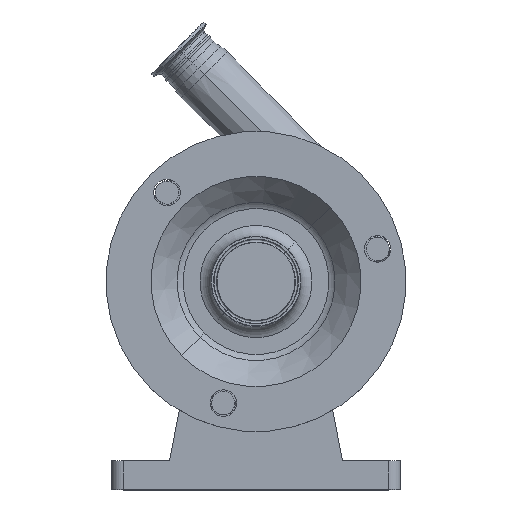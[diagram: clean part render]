
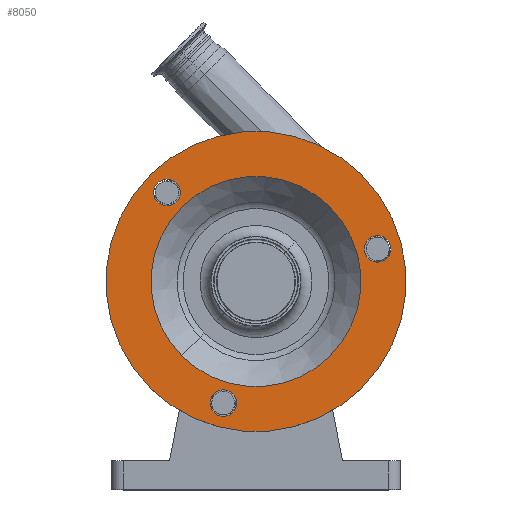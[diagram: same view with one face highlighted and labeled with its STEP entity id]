
A CAD part, top view. The second image highlights one B-rep face of the part: STEP entity #8050.
In plain terms, the highlighted planar face has unit normal (0, 0, 1).
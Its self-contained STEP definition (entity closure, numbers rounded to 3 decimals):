
#7952 = EDGE_LOOP ( 'NONE', ( #8055, #8053 ) ) ;
#7954 = EDGE_CURVE ( 'NONE', #20816, #20784, #21772, .T. ) ;
#7957 = ORIENTED_EDGE ( 'NONE', *, *, #20809, .F. ) ;
#8038 = EDGE_CURVE ( 'NONE', #20649, #20610, #21929, .T. ) ;
#8040 = ORIENTED_EDGE ( 'NONE', *, *, #20655, .F. ) ;
#8044 = ORIENTED_EDGE ( 'NONE', *, *, #8163, .F. ) ;
#8045 = EDGE_CURVE ( 'NONE', #20798, #20628, #21850, .T. ) ;
#8047 = EDGE_LOOP ( 'NONE', ( #8044, #8166 ) ) ;
#8049 = EDGE_LOOP ( 'NONE', ( #8164, #8040 ) ) ;
#8050 = ADVANCED_FACE ( 'NONE', ( #21819, #21852, #21826, #21845, #21928 ), #21825, .F. ) ;
#8051 = ORIENTED_EDGE ( 'NONE', *, *, #7954, .F. ) ;
#8052 = ORIENTED_EDGE ( 'NONE', *, *, #8038, .F. ) ;
#8053 = ORIENTED_EDGE ( 'NONE', *, *, #8076, .T. ) ;
#8054 = EDGE_LOOP ( 'NONE', ( #8052, #8078 ) ) ;
#8055 = ORIENTED_EDGE ( 'NONE', *, *, #20826, .T. ) ;
#8076 = EDGE_CURVE ( 'NONE', #20661, #20626, #21871, .T. ) ;
#8078 = ORIENTED_EDGE ( 'NONE', *, *, #20609, .F. ) ;
#8162 = EDGE_LOOP ( 'NONE', ( #8051, #7957 ) ) ;
#8163 = EDGE_CURVE ( 'NONE', #20636, #20674, #22185, .T. ) ;
#8164 = ORIENTED_EDGE ( 'NONE', *, *, #8045, .F. ) ;
#8166 = ORIENTED_EDGE ( 'NONE', *, *, #20637, .F. ) ;
#15876 = CARTESIAN_POINT ( 'NONE',  ( -17.103, -108.262, 218.5 ) ) ;
#15886 = CARTESIAN_POINT ( 'NONE',  ( 91.924, 91.924, 218.5 ) ) ;
#15990 = CARTESIAN_POINT ( 'NONE',  ( -85.206, 68.943, 218.5 ) ) ;
#16093 = DIRECTION ( 'NONE',  ( 0.707, 0.707, 0. ) ) ;
#16094 = DIRECTION ( 'NONE',  ( 0., 0., 1. ) ) ;
#16095 = CARTESIAN_POINT ( 'NONE',  ( -77.075, 77.075, 218.5 ) ) ;
#16096 = AXIS2_PLACEMENT_3D ( 'NONE', #16095, #16094, #16093 ) ;
#16097 = CIRCLE ( 'NONE', #16096, 11.5 ) ;
#16121 = AXIS2_PLACEMENT_3D ( 'NONE', #16305, #16304, #16303 ) ;
#16122 = CIRCLE ( 'NONE', #16121, 11.5 ) ;
#16123 = DIRECTION ( 'NONE',  ( 0., 0., 1. ) ) ;
#16134 = CARTESIAN_POINT ( 'NONE',  ( -28.211, -105.286, 218.5 ) ) ;
#16149 = CARTESIAN_POINT ( 'NONE',  ( -68.943, 85.206, 218.5 ) ) ;
#16213 = CIRCLE ( 'NONE', #16218, 11.5 ) ;
#16214 = CARTESIAN_POINT ( 'NONE',  ( -91.924, -91.924, 218.5 ) ) ;
#16218 = AXIS2_PLACEMENT_3D ( 'NONE', #16134, #16123, #16301 ) ;
#16247 = CARTESIAN_POINT ( 'NONE',  ( 108.262, 17.103, 218.5 ) ) ;
#16285 = CARTESIAN_POINT ( 'NONE',  ( 102.309, 39.319, 218.5 ) ) ;
#16301 = DIRECTION ( 'NONE',  ( -0.966, 0.259, 0. ) ) ;
#16303 = DIRECTION ( 'NONE',  ( 0.259, -0.966, 0. ) ) ;
#16304 = DIRECTION ( 'NONE',  ( 0., 0., 1. ) ) ;
#16305 = CARTESIAN_POINT ( 'NONE',  ( 105.286, 28.211, 218.5 ) ) ;
#16371 = CARTESIAN_POINT ( 'NONE',  ( -64.347, -64.347, 218.5 ) ) ;
#16395 = CIRCLE ( 'NONE', #16520, 130. ) ;
#16400 = CARTESIAN_POINT ( 'NONE',  ( 64.347, 64.347, 218.5 ) ) ;
#16415 = DIRECTION ( 'NONE',  ( 0.707, 0.707, 0. ) ) ;
#16416 = DIRECTION ( 'NONE',  ( 0., 0., 1. ) ) ;
#16458 = AXIS2_PLACEMENT_3D ( 'NONE', #16507, #16416, #16415 ) ;
#16459 = CIRCLE ( 'NONE', #16458, 91. ) ;
#16473 = CARTESIAN_POINT ( 'NONE',  ( -39.319, -102.309, 218.5 ) ) ;
#16507 = CARTESIAN_POINT ( 'NONE',  ( 0., 0., 218.5 ) ) ;
#16517 = DIRECTION ( 'NONE',  ( 0.707, 0.707, 0. ) ) ;
#16518 = DIRECTION ( 'NONE',  ( 0., 0., 1. ) ) ;
#16519 = CARTESIAN_POINT ( 'NONE',  ( 0., 0., 218.5 ) ) ;
#16520 = AXIS2_PLACEMENT_3D ( 'NONE', #16519, #16518, #16517 ) ;
#20609 = EDGE_CURVE ( 'NONE', #20610, #20649, #16097, .T. ) ;
#20610 = VERTEX_POINT ( 'NONE', #15990 ) ;
#20626 = VERTEX_POINT ( 'NONE', #15886 ) ;
#20628 = VERTEX_POINT ( 'NONE', #15876 ) ;
#20636 = VERTEX_POINT ( 'NONE', #16247 ) ;
#20637 = EDGE_CURVE ( 'NONE', #20674, #20636, #16122, .T. ) ;
#20649 = VERTEX_POINT ( 'NONE', #16149 ) ;
#20655 = EDGE_CURVE ( 'NONE', #20628, #20798, #16213, .T. ) ;
#20661 = VERTEX_POINT ( 'NONE', #16214 ) ;
#20674 = VERTEX_POINT ( 'NONE', #16285 ) ;
#20784 = VERTEX_POINT ( 'NONE', #16371 ) ;
#20798 = VERTEX_POINT ( 'NONE', #16473 ) ;
#20809 = EDGE_CURVE ( 'NONE', #20784, #20816, #16459, .T. ) ;
#20816 = VERTEX_POINT ( 'NONE', #16400 ) ;
#20826 = EDGE_CURVE ( 'NONE', #20626, #20661, #16395, .T. ) ;
#21605 = DIRECTION ( 'NONE',  ( 0.707, 0.707, 0. ) ) ;
#21606 = DIRECTION ( 'NONE',  ( 0., 0., 1. ) ) ;
#21675 = CARTESIAN_POINT ( 'NONE',  ( 0., 0., 218.5 ) ) ;
#21676 = AXIS2_PLACEMENT_3D ( 'NONE', #21675, #21606, #21605 ) ;
#21772 = CIRCLE ( 'NONE', #21676, 91. ) ;
#21819 = FACE_BOUND ( 'NONE', #8047, .T. ) ;
#21823 = DIRECTION ( 'NONE',  ( 0., 0., -1. ) ) ;
#21825 = PLANE ( 'NONE',  #21838 ) ;
#21826 = FACE_BOUND ( 'NONE', #8054, .T. ) ;
#21827 = DIRECTION ( 'NONE',  ( -0.707, -0.707, 0. ) ) ;
#21828 = DIRECTION ( 'NONE',  ( 0.707, 0.707, 0. ) ) ;
#21829 = DIRECTION ( 'NONE',  ( 0., 0., 1. ) ) ;
#21830 = AXIS2_PLACEMENT_3D ( 'NONE', #21965, #21829, #21828 ) ;
#21838 = AXIS2_PLACEMENT_3D ( 'NONE', #21851, #21823, #21827 ) ;
#21845 = FACE_OUTER_BOUND ( 'NONE', #7952, .T. ) ;
#21846 = DIRECTION ( 'NONE',  ( -0.966, 0.259, 0. ) ) ;
#21847 = DIRECTION ( 'NONE',  ( 0., 0., 1. ) ) ;
#21848 = CARTESIAN_POINT ( 'NONE',  ( -28.211, -105.286, 218.5 ) ) ;
#21849 = AXIS2_PLACEMENT_3D ( 'NONE', #21848, #21847, #21846 ) ;
#21850 = CIRCLE ( 'NONE', #21849, 11.5 ) ;
#21851 = CARTESIAN_POINT ( 'NONE',  ( -27.577, 27.577, 218.5 ) ) ;
#21852 = FACE_BOUND ( 'NONE', #8049, .T. ) ;
#21871 = CIRCLE ( 'NONE', #21962, 130. ) ;
#21928 = FACE_BOUND ( 'NONE', #8162, .T. ) ;
#21929 = CIRCLE ( 'NONE', #21830, 11.5 ) ;
#21956 = DIRECTION ( 'NONE',  ( 0.707, 0.707, 0. ) ) ;
#21957 = DIRECTION ( 'NONE',  ( 0., 0., 1. ) ) ;
#21961 = CARTESIAN_POINT ( 'NONE',  ( 0., 0., 218.5 ) ) ;
#21962 = AXIS2_PLACEMENT_3D ( 'NONE', #21961, #21957, #21956 ) ;
#21965 = CARTESIAN_POINT ( 'NONE',  ( -77.075, 77.075, 218.5 ) ) ;
#22034 = DIRECTION ( 'NONE',  ( 0.259, -0.966, 0. ) ) ;
#22035 = DIRECTION ( 'NONE',  ( 0., 0., 1. ) ) ;
#22180 = CARTESIAN_POINT ( 'NONE',  ( 105.286, 28.211, 218.5 ) ) ;
#22182 = AXIS2_PLACEMENT_3D ( 'NONE', #22180, #22035, #22034 ) ;
#22185 = CIRCLE ( 'NONE', #22182, 11.5 ) ;
